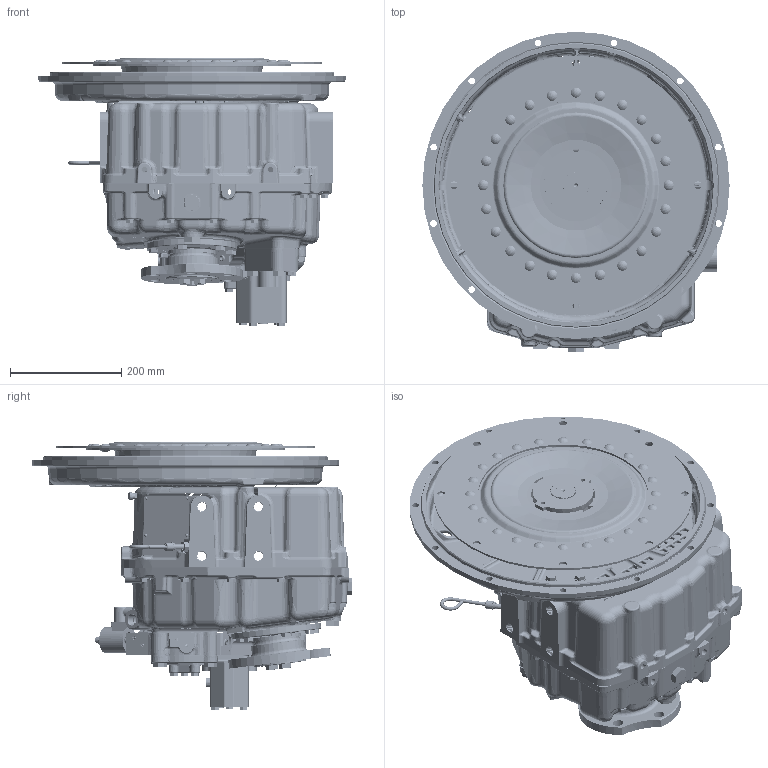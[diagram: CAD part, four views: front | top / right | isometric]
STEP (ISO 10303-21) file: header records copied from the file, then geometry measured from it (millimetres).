
FILE_DESCRIPTION (( 'STEP AP214' ), '1' );
FILE_NAME ('PX13370.step', '2019-06-25T10:34:33', ( 'TDI' ), ( 'Twin Disc Inc' ), 'SwSTEP 2.0', 'SolidWorks 2015', '' );
FILE_SCHEMA (( 'AUTOMOTIVE_DESIGN' ));
Length unit declared in the file: millimetre
Products named in the file (1): PX13370
Bounding box: 552.45 x 576.05 x 482.96 mm (x, y, z)
Surface area: 2140978.2 mm2 (no closed solid volume)
Topology: 0 solids, 229 shells, 4521 faces, 16320 edges, 11463 vertices
Faces by surface type: plane 1150, bspline 1045, cylinder 1036, torus 663, cone 530, sphere 97
Full cylindrical faces by diameter (mm): 2.642 x1, 3.2 x1, 5.131 x1, 5.33 x1, 5.334 x2, 5.461 x1, 6.096 x1, 6.35 x3, 7 x4, 8 x15, 8.5 x1, 9.144 x1, 9.538 x2, 10 x5, 10.395 x1, 10.716 x2, 10.795 x1, 10.846 x2, 11.125 x2, 11.906 x12, 12 x4, 12.7 x4, 12.954 x1, 13 x2, 14 x8, 14.732 x1, 15.875 x18, 16.256 x1, 17.463 x1, 18.034 x1
Entity records: 295255 total; most frequent: CARTESIAN_POINT 119482, ORIENTED_EDGE 24640, DIRECTION 24282, EDGE_CURVE 15914, VERTEX_POINT 11385, AXIS2_PLACEMENT_3D 9563, CIRCLE 6086, EDGE_LOOP 5655
